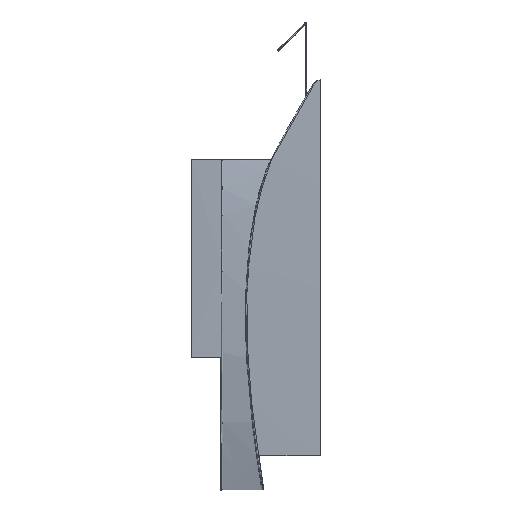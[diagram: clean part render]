
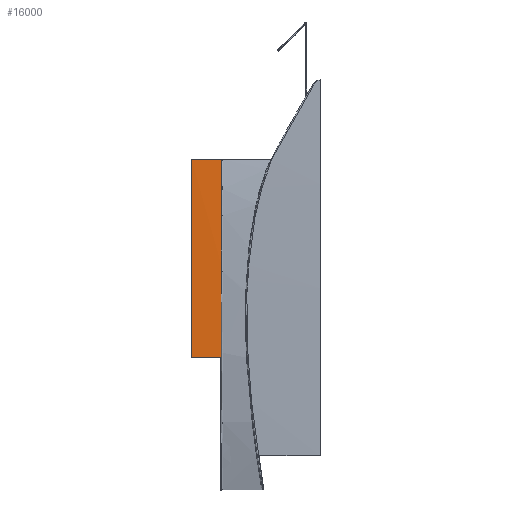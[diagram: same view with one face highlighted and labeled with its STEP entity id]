
A CAD part, front view. The second image highlights one B-rep face of the part: STEP entity #16000.
In plain terms, the highlighted free-form (B-spline) face has degree [2, 1] with [3, 2] control points.
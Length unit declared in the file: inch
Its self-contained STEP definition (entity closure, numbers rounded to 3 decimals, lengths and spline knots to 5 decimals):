
#73 = CARTESIAN_POINT ( 'NONE',  ( -18.65, 0.87103, -1.61564 ) ) ;
#359 = CARTESIAN_POINT ( 'NONE',  ( -18.65, 0.90519, -4.30095 ) ) ;
#1689 = CARTESIAN_POINT ( 'NONE',  ( -18.75, 1.81907, -37.55712 ) ) ;
#2597 = EDGE_CURVE ( 'NONE', #6821, #7807, #15988, .T. ) ;
#2623 = CARTESIAN_POINT ( 'NONE',  ( -64.96219, 1.19644, -18.95456 ) ) ;
#2891 = VERTEX_POINT ( 'NONE', #6793 ) ;
#2921 = CARTESIAN_POINT ( 'NONE',  ( -18.75, 1.19644, -18.95456 ) ) ;
#3031 = CARTESIAN_POINT ( 'NONE',  ( -18.65, 0.90519, -4.30095 ) ) ;
#3357 = VERTEX_POINT ( 'NONE', #10407 ) ;
#3492 = CARTESIAN_POINT ( 'NONE',  ( -24.25, 0.71236, -0.2603 ) ) ;
#3682 = EDGE_CURVE ( 'NONE', #11365, #11471, #25777, .T. ) ;
#3953 = DIRECTION ( 'NONE',  ( 1., 0., 0. ) ) ;
#5022 = VECTOR ( 'NONE', #22294, 39.37008 ) ;
#5095 = ORIENTED_EDGE ( 'NONE', *, *, #25793, .T. ) ;
#6222 = ORIENTED_EDGE ( 'NONE', *, *, #2597, .T. ) ;
#6293 = CARTESIAN_POINT ( 'NONE',  ( -18.61639, 1.81907, -37.55712 ) ) ;
#6749 = CARTESIAN_POINT ( 'NONE',  ( -18.65, 1.81907, -37.55712 ) ) ;
#6793 = CARTESIAN_POINT ( 'NONE',  ( -18.65, 0.90519, -4.30095 ) ) ;
#6821 = VERTEX_POINT ( 'NONE', #9113 ) ;
#7807 = VERTEX_POINT ( 'NONE', #12671 ) ;
#7921 = ORIENTED_EDGE ( 'NONE', *, *, #8781, .T. ) ;
#8781 = EDGE_CURVE ( 'NONE', #15682, #14102, #15545, .T. ) ;
#9113 = CARTESIAN_POINT ( 'NONE',  ( -24.25, 1.19644, -18.95456 ) ) ;
#9501 = CARTESIAN_POINT ( 'NONE',  ( -18.65, 1.81907, -37.55712 ) ) ;
#9666 = EDGE_CURVE ( 'NONE', #11471, #28078, #14607, .T. ) ;
#9773 = CARTESIAN_POINT ( 'NONE',  ( -18.65, 0.87103, -1.61564 ) ) ;
#10305 = FACE_OUTER_BOUND ( 'NONE', #20456, .T. ) ;
#10407 = CARTESIAN_POINT ( 'NONE',  ( -24.25, 0.80499, 18.25216 ) ) ;
#10579 = ORIENTED_EDGE ( 'NONE', *, *, #21934, .F. ) ;
#11191 = EDGE_CURVE ( 'NONE', #3357, #6821, #15644, .T. ) ;
#11365 = VERTEX_POINT ( 'NONE', #21147 ) ;
#11471 = VERTEX_POINT ( 'NONE', #16708 ) ;
#11678 = CARTESIAN_POINT ( 'NONE',  ( -18.75, 1.43672, -28.23344 ) ) ;
#11789 = CARTESIAN_POINT ( 'NONE',  ( -18.65, 1.0586, -15.39015 ) ) ;
#11887 = LINE ( 'NONE', #18223, #14269 ) ;
#12272 = EDGE_CURVE ( 'NONE', #2891, #14102, #13803, .T. ) ;
#12384 = CARTESIAN_POINT ( 'NONE',  ( -24.25, 1.19644, -18.95456 ) ) ;
#12671 = CARTESIAN_POINT ( 'NONE',  ( -18.75, 1.19644, -18.95456 ) ) ;
#12744 = CARTESIAN_POINT ( 'NONE',  ( -18.61639, 0.80499, 18.25216 ) ) ;
#13348 = CARTESIAN_POINT ( 'NONE',  ( -18.65, 0.80499, 18.25216 ) ) ;
#13803 = B_SPLINE_CURVE_WITH_KNOTS ( 'NONE', 3,
 ( #3031, #11789, #22710, #9501 ),
 .UNSPECIFIED., .F., .F.,
 ( 4, 4 ),
 ( 0.57287, 1.418 ),
 .UNSPECIFIED. ) ;
#14079 = B_SPLINE_CURVE_WITH_KNOTS ( 'NONE', 2,
 ( #2921, #11678, #20442 ),
 .UNSPECIFIED., .F., .F.,
 ( 3, 3 ),
 ( 0.51971, 0.52068 ),
 .UNSPECIFIED. ) ;
#14102 = VERTEX_POINT ( 'NONE', #6749 ) ;
#14269 = VECTOR ( 'NONE', #16351, 39.37008 ) ;
#14607 = B_SPLINE_CURVE_WITH_KNOTS ( 'NONE', 3,
 ( #13348, #19811, #22398, #15794, #21825, #17662 ),
 .UNSPECIFIED., .F., .F.,
 ( 4, 2, 4 ),
 ( 0., 0.25233, 0.50466 ),
 .UNSPECIFIED. ) ;
#15075 = VECTOR ( 'NONE', #3953, 39.37008 ) ;
#15299 = CARTESIAN_POINT ( 'NONE',  ( -18.65, 0.89281, -3.40586 ) ) ;
#15545 = LINE ( 'NONE', #15977, #5022 ) ;
#15644 = B_SPLINE_CURVE_WITH_KNOTS ( 'NONE', 2,
 ( #27888, #3492, #12384 ),
 .UNSPECIFIED., .F., .F.,
 ( 3, 3 ),
 ( 0.51775, 0.51971 ),
 .UNSPECIFIED. ) ;
#15682 = VERTEX_POINT ( 'NONE', #1689 ) ;
#15794 = CARTESIAN_POINT ( 'NONE',  ( -18.65, 0.8078, 5.00677 ) ) ;
#15977 = CARTESIAN_POINT ( 'NONE',  ( -28.25, 1.81907, -37.55712 ) ) ;
#15988 = LINE ( 'NONE', #2623, #21737 ) ;
#16000 = ADVANCED_FACE ( 'NONE', ( #10305 ), #19527, .F. ) ;
#16265 = ORIENTED_EDGE ( 'NONE', *, *, #3682, .F. ) ;
#16351 = DIRECTION ( 'NONE',  ( 1., 0., 0. ) ) ;
#16708 = CARTESIAN_POINT ( 'NONE',  ( -18.65, 0.80499, 18.25216 ) ) ;
#17205 = CARTESIAN_POINT ( 'NONE',  ( -18.61639, 0.66639, -9.44894 ) ) ;
#17455 = ORIENTED_EDGE ( 'NONE', *, *, #11191, .T. ) ;
#17636 = EDGE_CURVE ( 'NONE', #28078, #2891, #24973, .T. ) ;
#17662 = CARTESIAN_POINT ( 'NONE',  ( -18.65, 0.87103, -1.61564 ) ) ;
#18223 = CARTESIAN_POINT ( 'NONE',  ( -64.96219, 0.80499, 18.25216 ) ) ;
#19213 = CARTESIAN_POINT ( 'NONE',  ( -24.25, 0.80499, 18.25216 ) ) ;
#19527 = B_SPLINE_SURFACE_WITH_KNOTS ( 'NONE', 2, 1, ( 
 ( #19213, #12744 ),
 ( #21512, #17205 ),
 ( #25959, #6293 ) ),
 .UNSPECIFIED., .F., .F., .F.,
 ( 3, 3 ),
 ( 2, 2 ),
 ( 0., 0.00293 ),
 ( 0., 1. ),
 .UNSPECIFIED. ) ;
#19811 = CARTESIAN_POINT ( 'NONE',  ( -18.65, 0.78842, 14.94082 ) ) ;
#20442 = CARTESIAN_POINT ( 'NONE',  ( -18.75, 1.81907, -37.55712 ) ) ;
#20456 = EDGE_LOOP ( 'NONE', ( #16265, #10579, #17455, #6222, #5095, #7921, #25383, #21622, #27596 ) ) ;
#21147 = CARTESIAN_POINT ( 'NONE',  ( -18.75, 0.80499, 18.25216 ) ) ;
#21512 = CARTESIAN_POINT ( 'NONE',  ( -24.25, 0.66639, -9.44894 ) ) ;
#21622 = ORIENTED_EDGE ( 'NONE', *, *, #17636, .F. ) ;
#21737 = VECTOR ( 'NONE', #24741, 39.37008 ) ;
#21825 = CARTESIAN_POINT ( 'NONE',  ( -18.65, 0.8326, 1.69541 ) ) ;
#21934 = EDGE_CURVE ( 'NONE', #3357, #11365, #11887, .T. ) ;
#22294 = DIRECTION ( 'NONE',  ( 1., 0., 0. ) ) ;
#22398 = CARTESIAN_POINT ( 'NONE',  ( -18.65, 0.78572, 11.62941 ) ) ;
#22710 = CARTESIAN_POINT ( 'NONE',  ( -18.65, 1.36463, -26.4755 ) ) ;
#23770 = CARTESIAN_POINT ( 'NONE',  ( -28.25, 0.80499, 18.25216 ) ) ;
#24741 = DIRECTION ( 'NONE',  ( 1., 0., 0. ) ) ;
#24973 = B_SPLINE_CURVE_WITH_KNOTS ( 'NONE', 3,
 ( #73, #26786, #15299, #359 ),
 .UNSPECIFIED., .F., .F.,
 ( 4, 4 ),
 ( 0., 0.06821 ),
 .UNSPECIFIED. ) ;
#25383 = ORIENTED_EDGE ( 'NONE', *, *, #12272, .F. ) ;
#25777 = LINE ( 'NONE', #23770, #15075 ) ;
#25793 = EDGE_CURVE ( 'NONE', #7807, #15682, #14079, .T. ) ;
#25959 = CARTESIAN_POINT ( 'NONE',  ( -24.25, 1.81907, -37.55712 ) ) ;
#26786 = CARTESIAN_POINT ( 'NONE',  ( -18.65, 0.88142, -2.51076 ) ) ;
#27596 = ORIENTED_EDGE ( 'NONE', *, *, #9666, .F. ) ;
#27888 = CARTESIAN_POINT ( 'NONE',  ( -24.25, 0.80499, 18.25216 ) ) ;
#28078 = VERTEX_POINT ( 'NONE', #9773 ) ;
